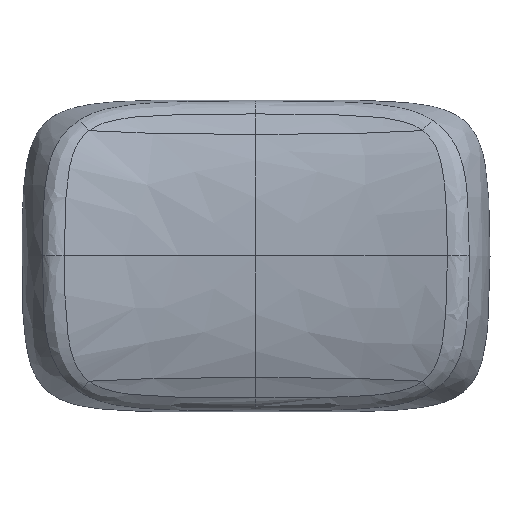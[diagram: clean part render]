
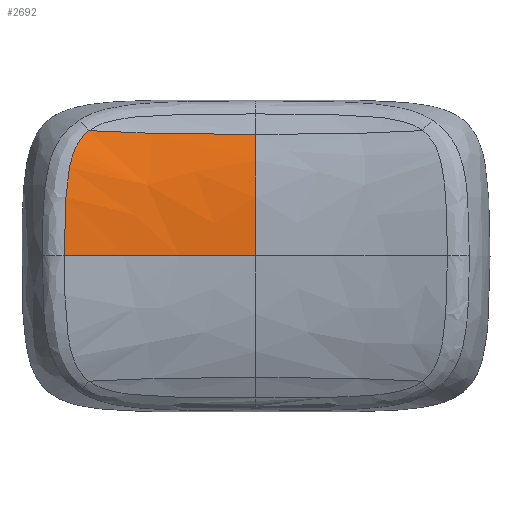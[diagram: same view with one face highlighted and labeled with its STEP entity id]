
A CAD part, top view. The second image highlights one B-rep face of the part: STEP entity #2692.
In plain terms, the highlighted free-form (B-spline) face has degree [3, 3] with [6, 6] control points.
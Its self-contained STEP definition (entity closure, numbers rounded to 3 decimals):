
#16=(
BOUNDED_CURVE()
B_SPLINE_CURVE(5,(#13538,#13539,#13540,#13541,#13542,#13543,#13544,#13545,
#13546),.UNSPECIFIED.,.F.,.F.)
B_SPLINE_CURVE_WITH_KNOTS((6,1,1,1,6),(-1.,-0.8,-0.6,-0.4,
-0.285),.UNSPECIFIED.)
CURVE()
GEOMETRIC_REPRESENTATION_ITEM()
RATIONAL_B_SPLINE_CURVE((1.,1.,1.,1.,1.,1.,1.,1.,1.))
REPRESENTATION_ITEM('')
);
#17=(
BOUNDED_CURVE()
B_SPLINE_CURVE(5,(#13584,#13585,#13586,#13587,#13588,#13589,#13590,#13591,
#13592,#13593),.UNSPECIFIED.,.F.,.F.)
B_SPLINE_CURVE_WITH_KNOTS((6,1,1,1,1,6),(0.103,0.2,0.4,0.6,
0.8,1.),.UNSPECIFIED.)
CURVE()
GEOMETRIC_REPRESENTATION_ITEM()
RATIONAL_B_SPLINE_CURVE((1.,1.,1.,1.,1.,1.,1.,1.,1.,1.))
REPRESENTATION_ITEM('')
);
#320=FACE_OUTER_BOUND('',#485,.T.);
#485=EDGE_LOOP('',(#2371,#2372,#2373,#2374));
#827=B_SPLINE_CURVE_WITH_KNOTS('',3,(#12680,#12681,#12682,#12683,#12684,
#12685,#12686,#12687),.UNSPECIFIED.,.F.,.F.,(4,1,1,1,1,4),(0.,0.314,
0.419,0.523,0.628,0.732),
 .UNSPECIFIED.);
#859=B_SPLINE_CURVE_WITH_KNOTS('',3,(#13594,#13595,#13596,#13597,#13598,
#13599),.UNSPECIFIED.,.F.,.F.,(4,1,1,4),(0.,0.429,
0.714,1.),.UNSPECIFIED.);
#1100=VERTEX_POINT('',#12607);
#1104=VERTEX_POINT('',#12669);
#1133=VERTEX_POINT('',#13508);
#1134=VERTEX_POINT('',#13583);
#1515=EDGE_CURVE('',#1100,#1104,#827,.T.);
#1553=EDGE_CURVE('',#1133,#1104,#16,.T.);
#1554=EDGE_CURVE('',#1100,#1134,#17,.T.);
#1555=EDGE_CURVE('',#1134,#1133,#859,.T.);
#2371=ORIENTED_EDGE('',*,*,#1515,.F.);
#2372=ORIENTED_EDGE('',*,*,#1554,.T.);
#2373=ORIENTED_EDGE('',*,*,#1555,.T.);
#2374=ORIENTED_EDGE('',*,*,#1553,.T.);
#2532=B_SPLINE_SURFACE_WITH_KNOTS('',3,3,((#13547,#13548,#13549,#13550,
#13551,#13552),(#13553,#13554,#13555,#13556,#13557,#13558),(#13559,#13560,
#13561,#13562,#13563,#13564),(#13565,#13566,#13567,#13568,#13569,#13570),
(#13571,#13572,#13573,#13574,#13575,#13576),(#13577,#13578,#13579,#13580,
#13581,#13582)),.UNSPECIFIED.,.F.,.F.,.F.,(4,1,1,4),(4,1,1,4),(-1.,
-0.615,-0.359,-0.103),(0.,
0.429,0.714,1.),.UNSPECIFIED.);
#2692=ADVANCED_FACE('',(#320),#2532,.F.);
#12607=CARTESIAN_POINT('',(-11.041,0.,5.644));
#12669=CARTESIAN_POINT('',(-9.613,7.218,4.343));
#12680=CARTESIAN_POINT('Ctrl Pts',(-11.041,0.,
5.644));
#12681=CARTESIAN_POINT('Ctrl Pts',(-11.041,1.07,5.644));
#12682=CARTESIAN_POINT('Ctrl Pts',(-11.017,2.513,5.604));
#12683=CARTESIAN_POINT('Ctrl Pts',(-10.867,4.355,5.348));
#12684=CARTESIAN_POINT('Ctrl Pts',(-10.69,5.448,5.103));
#12685=CARTESIAN_POINT('Ctrl Pts',(-10.334,6.48,4.75));
#12686=CARTESIAN_POINT('Ctrl Pts',(-9.878,7.007,4.473));
#12687=CARTESIAN_POINT('Ctrl Pts',(-9.613,7.218,4.343));
#13508=CARTESIAN_POINT('',(0.,7.,3.801));
#13538=CARTESIAN_POINT('Ctrl Pts',(0.,7.,
3.801));
#13539=CARTESIAN_POINT('Ctrl Pts',(-0.841,7.,3.801));
#13540=CARTESIAN_POINT('Ctrl Pts',(-2.415,7.004,3.812));
#13541=CARTESIAN_POINT('Ctrl Pts',(-4.452,7.024,3.86));
#13542=CARTESIAN_POINT('Ctrl Pts',(-6.378,7.067,3.968));
#13543=CARTESIAN_POINT('Ctrl Pts',(-7.907,7.127,4.116));
#13544=CARTESIAN_POINT('Ctrl Pts',(-8.871,7.175,4.236));
#13545=CARTESIAN_POINT('Ctrl Pts',(-9.419,7.206,4.314));
#13546=CARTESIAN_POINT('Ctrl Pts',(-9.613,7.218,4.343));
#13547=CARTESIAN_POINT('Ctrl Pts',(0.,0.,4.8));
#13548=CARTESIAN_POINT('Ctrl Pts',(0.,1.807,
4.8));
#13549=CARTESIAN_POINT('Ctrl Pts',(0.,3.923,
4.642));
#13550=CARTESIAN_POINT('Ctrl Pts',(0.,5.797,
4.227));
#13551=CARTESIAN_POINT('Ctrl Pts',(0.,6.632,
3.949));
#13552=CARTESIAN_POINT('Ctrl Pts',(0.,7.,
3.801));
#13553=CARTESIAN_POINT('Ctrl Pts',(-2.696,0.,4.8));
#13554=CARTESIAN_POINT('Ctrl Pts',(-2.696,1.807,4.8));
#13555=CARTESIAN_POINT('Ctrl Pts',(-2.696,3.923,4.642));
#13556=CARTESIAN_POINT('Ctrl Pts',(-2.696,5.797,4.227));
#13557=CARTESIAN_POINT('Ctrl Pts',(-2.696,6.632,3.949));
#13558=CARTESIAN_POINT('Ctrl Pts',(-2.696,7.,3.801));
#13559=CARTESIAN_POINT('Ctrl Pts',(-6.012,0.,
4.927));
#13560=CARTESIAN_POINT('Ctrl Pts',(-6.012,1.812,4.927));
#13561=CARTESIAN_POINT('Ctrl Pts',(-6.012,3.938,4.768));
#13562=CARTESIAN_POINT('Ctrl Pts',(-6.012,5.831,4.35));
#13563=CARTESIAN_POINT('Ctrl Pts',(-6.012,6.674,4.069));
#13564=CARTESIAN_POINT('Ctrl Pts',(-6.012,7.047,3.918));
#13565=CARTESIAN_POINT('Ctrl Pts',(-9.055,0.,
5.277));
#13566=CARTESIAN_POINT('Ctrl Pts',(-9.055,1.823,5.277));
#13567=CARTESIAN_POINT('Ctrl Pts',(-9.055,3.982,5.117));
#13568=CARTESIAN_POINT('Ctrl Pts',(-9.055,5.924,4.689));
#13569=CARTESIAN_POINT('Ctrl Pts',(-9.055,6.79,4.399));
#13570=CARTESIAN_POINT('Ctrl Pts',(-9.055,7.178,4.243));
#13571=CARTESIAN_POINT('Ctrl Pts',(-10.424,0.,
5.517));
#13572=CARTESIAN_POINT('Ctrl Pts',(-10.424,1.831,5.517));
#13573=CARTESIAN_POINT('Ctrl Pts',(-10.424,4.012,5.356));
#13574=CARTESIAN_POINT('Ctrl Pts',(-10.424,5.987,4.92));
#13575=CARTESIAN_POINT('Ctrl Pts',(-10.424,6.869,4.626));
#13576=CARTESIAN_POINT('Ctrl Pts',(-10.424,7.267,4.466));
#13577=CARTESIAN_POINT('Ctrl Pts',(-11.041,0.,
5.644));
#13578=CARTESIAN_POINT('Ctrl Pts',(-11.041,1.835,5.644));
#13579=CARTESIAN_POINT('Ctrl Pts',(-11.041,4.028,5.483));
#13580=CARTESIAN_POINT('Ctrl Pts',(-11.041,6.021,5.043));
#13581=CARTESIAN_POINT('Ctrl Pts',(-11.041,6.912,4.746));
#13582=CARTESIAN_POINT('Ctrl Pts',(-11.041,7.315,4.584));
#13583=CARTESIAN_POINT('',(0.,0.,4.8));
#13584=CARTESIAN_POINT('Ctrl Pts',(-11.041,0.,
5.644));
#13585=CARTESIAN_POINT('Ctrl Pts',(-10.9,0.,
5.615));
#13586=CARTESIAN_POINT('Ctrl Pts',(-10.462,0.,
5.527));
#13587=CARTESIAN_POINT('Ctrl Pts',(-9.682,0.,
5.386));
#13588=CARTESIAN_POINT('Ctrl Pts',(-8.468,0.,
5.201));
#13589=CARTESIAN_POINT('Ctrl Pts',(-6.607,0.,
4.995));
#13590=CARTESIAN_POINT('Ctrl Pts',(-4.452,0.,
4.864));
#13591=CARTESIAN_POINT('Ctrl Pts',(-2.415,0.,
4.812));
#13592=CARTESIAN_POINT('Ctrl Pts',(-0.841,0.,
4.8));
#13593=CARTESIAN_POINT('Ctrl Pts',(0.,0.,
4.8));
#13594=CARTESIAN_POINT('Ctrl Pts',(0.,0.,4.8));
#13595=CARTESIAN_POINT('Ctrl Pts',(0.,1.807,
4.8));
#13596=CARTESIAN_POINT('Ctrl Pts',(0.,3.923,
4.642));
#13597=CARTESIAN_POINT('Ctrl Pts',(0.,5.797,
4.227));
#13598=CARTESIAN_POINT('Ctrl Pts',(0.,6.632,
3.949));
#13599=CARTESIAN_POINT('Ctrl Pts',(0.,7.,
3.801));
